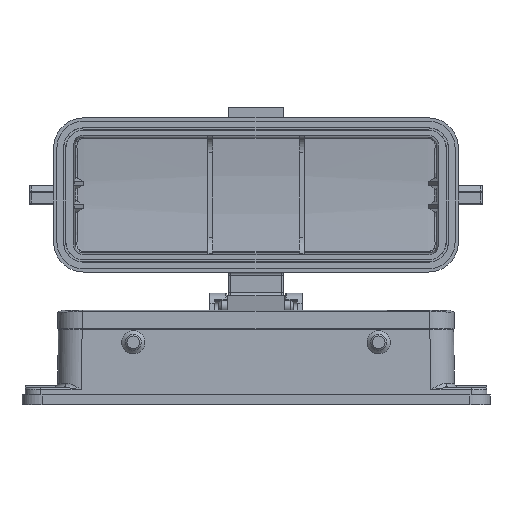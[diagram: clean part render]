
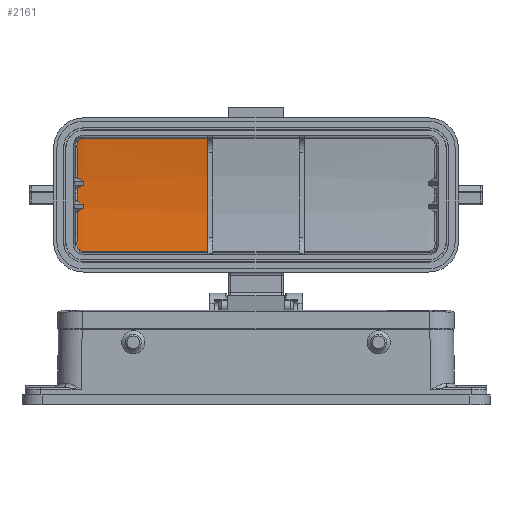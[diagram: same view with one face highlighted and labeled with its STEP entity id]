
A CAD part, left-side view. The second image highlights one B-rep face of the part: STEP entity #2161.
In plain terms, the highlighted cylindrical face has radius 130.083 mm (diameter 260.167 mm), a partial arc.
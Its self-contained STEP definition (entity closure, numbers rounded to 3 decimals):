
#421=CYLINDRICAL_SURFACE('',#13785,130.083);
#932=FACE_OUTER_BOUND('',#3874,.T.);
#1480=CIRCLE('',#13666,130.083);
#2161=ADVANCED_FACE('',(#932),#421,.F.);
#2860=ELLIPSE('',#13308,275.407,130.083);
#2861=ELLIPSE('',#13310,137.703,130.083);
#2862=ELLIPSE('',#13312,275.407,130.083);
#2863=ELLIPSE('',#13314,130.206,130.083);
#2865=ELLIPSE('',#13316,275.407,130.083);
#2866=ELLIPSE('',#13318,137.703,130.083);
#2867=ELLIPSE('',#13320,275.407,130.083);
#3003=B_SPLINE_CURVE_WITH_KNOTS('',3,(#20675,#20676,#20677,#20678,#20679,
#20680),.UNSPECIFIED.,.F.,.F.,(4,2,4),(0.,0.5,1.),.UNSPECIFIED.);
#3005=B_SPLINE_CURVE_WITH_KNOTS('',3,(#20717,#20718,#20719,#20720,#20721,
#20722),.UNSPECIFIED.,.F.,.F.,(4,2,4),(0.,0.5,1.),.UNSPECIFIED.);
#3008=B_SPLINE_CURVE_WITH_KNOTS('',3,(#20762,#20763,#20764,#20765),
 .UNSPECIFIED.,.F.,.F.,(4,4),(0.,1.),.UNSPECIFIED.);
#3012=B_SPLINE_CURVE_WITH_KNOTS('',3,(#20882,#20883,#20884,#20885),
 .UNSPECIFIED.,.F.,.F.,(4,4),(0.,1.),.UNSPECIFIED.);
#3874=EDGE_LOOP('',(#6561,#6562,#6563,#6564,#6565,#6566,#6567,#6568,#6569,
#6570,#6571,#6572,#6573,#6574));
#6561=ORIENTED_EDGE('',*,*,#10333,.T.);
#6562=ORIENTED_EDGE('',*,*,#9687,.T.);
#6563=ORIENTED_EDGE('',*,*,#9695,.T.);
#6564=ORIENTED_EDGE('',*,*,#9698,.F.);
#6565=ORIENTED_EDGE('',*,*,#9701,.T.);
#6566=ORIENTED_EDGE('',*,*,#9706,.T.);
#6567=ORIENTED_EDGE('',*,*,#9708,.T.);
#6568=ORIENTED_EDGE('',*,*,#9710,.F.);
#6569=ORIENTED_EDGE('',*,*,#9715,.T.);
#6570=ORIENTED_EDGE('',*,*,#9718,.T.);
#6571=ORIENTED_EDGE('',*,*,#9719,.T.);
#6572=ORIENTED_EDGE('',*,*,#9691,.T.);
#6573=ORIENTED_EDGE('',*,*,#10334,.T.);
#6574=ORIENTED_EDGE('',*,*,#10189,.T.);
#8304=VERTEX_POINT('',#20674);
#8305=VERTEX_POINT('',#20681);
#8308=VERTEX_POINT('',#20716);
#8309=VERTEX_POINT('',#20723);
#8311=VERTEX_POINT('',#20760);
#8314=VERTEX_POINT('',#20782);
#8316=VERTEX_POINT('',#20788);
#8319=VERTEX_POINT('',#20814);
#8320=VERTEX_POINT('',#20833);
#8322=VERTEX_POINT('',#20850);
#8325=VERTEX_POINT('',#20858);
#8327=VERTEX_POINT('',#20879);
#8646=VERTEX_POINT('',#22691);
#8647=VERTEX_POINT('',#22693);
#9687=EDGE_CURVE('',#8305,#8304,#3003,.T.);
#9691=EDGE_CURVE('',#8309,#8308,#3005,.T.);
#9695=EDGE_CURVE('',#8304,#8311,#3008,.T.);
#9698=EDGE_CURVE('',#8314,#8311,#2860,.T.);
#9701=EDGE_CURVE('',#8314,#8316,#2861,.T.);
#9706=EDGE_CURVE('',#8316,#8319,#2862,.T.);
#9708=EDGE_CURVE('',#8319,#8320,#2863,.T.);
#9710=EDGE_CURVE('',#8322,#8320,#2865,.T.);
#9715=EDGE_CURVE('',#8322,#8325,#2866,.T.);
#9718=EDGE_CURVE('',#8325,#8327,#2867,.T.);
#9719=EDGE_CURVE('',#8327,#8309,#3012,.T.);
#10189=EDGE_CURVE('',#8647,#8646,#1480,.T.);
#10333=EDGE_CURVE('',#8646,#8305,#11495,.T.);
#10334=EDGE_CURVE('',#8308,#8647,#11496,.T.);
#11495=LINE('',#23062,#12483);
#11496=LINE('',#23064,#12484);
#12483=VECTOR('',#16661,1.);
#12484=VECTOR('',#16664,1.);
#13308=AXIS2_PLACEMENT_3D('',#20781,#15397,#15398);
#13310=AXIS2_PLACEMENT_3D('',#20787,#15403,#15404);
#13312=AXIS2_PLACEMENT_3D('',#20815,#15410,#15411);
#13314=AXIS2_PLACEMENT_3D('',#20835,#15414,#15415);
#13316=AXIS2_PLACEMENT_3D('',#20849,#15418,#15419);
#13318=AXIS2_PLACEMENT_3D('',#20859,#15426,#15427);
#13320=AXIS2_PLACEMENT_3D('',#20880,#15431,#15432);
#13666=AXIS2_PLACEMENT_3D('',#22692,#16339,#16340);
#13785=AXIS2_PLACEMENT_3D('',#23067,#16668,#16669);
#15397=DIRECTION('',(-0.164,-0.472,0.866));
#15398=DIRECTION('',(0.088,-0.881,-0.464));
#15403=DIRECTION('',(0.328,0.945,0.));
#15404=DIRECTION('',(0.945,-0.328,0.));
#15410=DIRECTION('',(0.164,0.472,0.866));
#15411=DIRECTION('',(0.088,-0.881,0.464));
#15414=DIRECTION('',(0.043,0.999,0.));
#15415=DIRECTION('',(0.999,-0.043,0.));
#15418=DIRECTION('',(-0.164,-0.472,0.866));
#15419=DIRECTION('',(0.088,-0.881,-0.464));
#15426=DIRECTION('',(0.328,0.945,0.));
#15427=DIRECTION('',(0.945,-0.328,0.));
#15431=DIRECTION('',(0.164,0.472,0.866));
#15432=DIRECTION('',(0.088,-0.881,0.464));
#16339=DIRECTION('',(0.,-1.,0.));
#16340=DIRECTION('',(0.,0.,1.));
#16661=DIRECTION('',(0.,1.,0.));
#16664=DIRECTION('',(0.,-1.,0.));
#16668=DIRECTION('',(0.,-1.,0.));
#16669=DIRECTION('',(0.,0.,1.));
#20674=CARTESIAN_POINT('',(44.615,53.969,76.858));
#20675=CARTESIAN_POINT('',(44.368,52.001,78.844));
#20676=CARTESIAN_POINT('',(44.368,52.518,78.844));
#20677=CARTESIAN_POINT('',(44.396,53.032,78.632));
#20678=CARTESIAN_POINT('',(44.492,53.767,77.886));
#20679=CARTESIAN_POINT('',(44.554,53.971,77.382));
#20680=CARTESIAN_POINT('',(44.615,53.969,76.858));
#20681=CARTESIAN_POINT('',(44.368,52.001,78.844));
#20716=CARTESIAN_POINT('',(44.368,52.001,44.754));
#20717=CARTESIAN_POINT('',(44.615,53.969,46.741));
#20718=CARTESIAN_POINT('',(44.555,53.971,46.226));
#20719=CARTESIAN_POINT('',(44.491,53.76,45.707));
#20720=CARTESIAN_POINT('',(44.397,53.038,44.973));
#20721=CARTESIAN_POINT('',(44.368,52.518,44.754));
#20722=CARTESIAN_POINT('',(44.368,52.001,44.754));
#20723=CARTESIAN_POINT('',(44.615,53.969,46.741));
#20760=CARTESIAN_POINT('',(45.392,53.935,66.847));
#20762=CARTESIAN_POINT('',(44.615,53.969,76.858));
#20763=CARTESIAN_POINT('',(45.003,53.952,73.529));
#20764=CARTESIAN_POINT('',(45.262,53.941,70.189));
#20765=CARTESIAN_POINT('',(45.392,53.935,66.847));
#20781=CARTESIAN_POINT('',(-84.594,89.819,61.799));
#20782=CARTESIAN_POINT('',(45.428,52.002,65.799));
#20787=CARTESIAN_POINT('',(-84.594,97.153,61.799));
#20788=CARTESIAN_POINT('',(45.455,51.993,64.799));
#20814=CARTESIAN_POINT('',(45.475,53.931,63.738));
#20815=CARTESIAN_POINT('',(-84.594,102.654,61.799));
#20833=CARTESIAN_POINT('',(45.475,53.931,59.861));
#20835=CARTESIAN_POINT('',(-84.594,59.588,61.799));
#20849=CARTESIAN_POINT('',(-84.594,102.654,61.799));
#20850=CARTESIAN_POINT('',(45.455,51.993,58.799));
#20858=CARTESIAN_POINT('',(45.428,52.002,57.799));
#20859=CARTESIAN_POINT('',(-84.594,97.153,61.799));
#20879=CARTESIAN_POINT('',(45.392,53.935,56.752));
#20880=CARTESIAN_POINT('',(-84.594,89.819,61.799));
#20882=CARTESIAN_POINT('',(45.392,53.935,56.752));
#20883=CARTESIAN_POINT('',(45.262,53.941,53.41));
#20884=CARTESIAN_POINT('',(45.003,53.952,50.07));
#20885=CARTESIAN_POINT('',(44.615,53.969,46.741));
#22691=CARTESIAN_POINT('',(44.368,14.5,78.844));
#22692=CARTESIAN_POINT('',(-84.594,14.5,61.799));
#22693=CARTESIAN_POINT('',(44.368,14.5,44.754));
#23062=CARTESIAN_POINT('',(44.368,44.5,78.844));
#23064=CARTESIAN_POINT('',(44.368,44.5,44.754));
#23067=CARTESIAN_POINT('',(-84.594,44.5,61.799));
